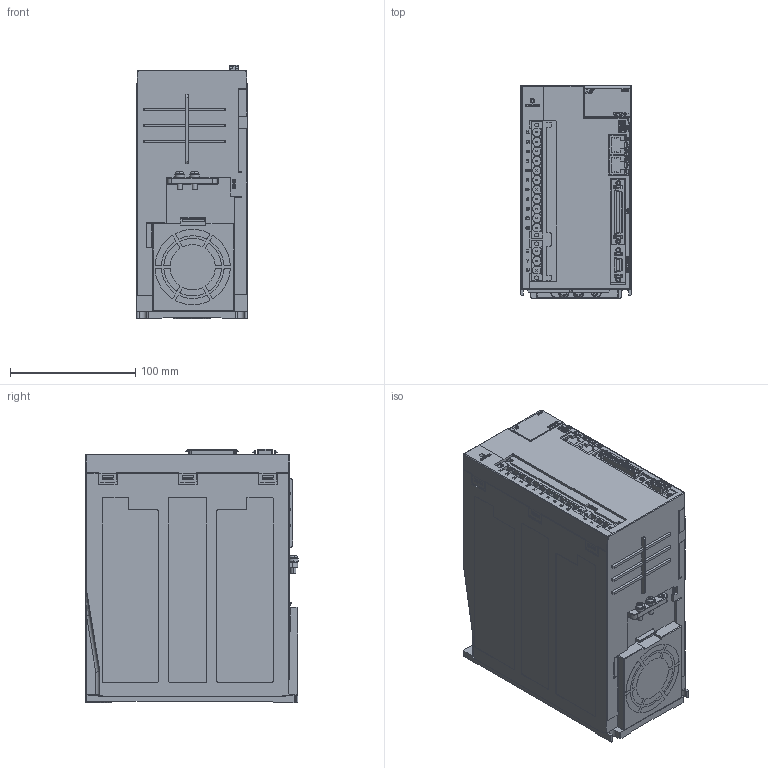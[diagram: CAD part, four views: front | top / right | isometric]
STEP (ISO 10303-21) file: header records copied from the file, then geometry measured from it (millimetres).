
FILE_DESCRIPTION (( 'STEP AP214' ), '1' );
FILE_NAME ('L7PA020U-AD cmb1 ext1 b n1 w LP7B BACK 1cc NEW1CcVcb fxt.STEP', '2022-06-29T18:03:47', ( '' ), ( '' ), 'SwSTEP 2.0', 'SolidWorks 2021', '' );
FILE_SCHEMA (( 'AUTOMOTIVE_DESIGN' ));
Products named in the file (1): L7PA020U-AD cmb1 ext1 b n1 w LP7B BACK 1cc NEW1CcVcb fxt
Bounding box: 88 x 169.4 x 201.74 mm (x, y, z)
Volume: 2771292.5 mm3; surface area: 188115.2 mm2
Topology: 1 solids, 3 shells, 3345 faces, 9313 edges, 6135 vertices
Faces by surface type: plane 2197, bspline 606, cylinder 478, torus 27, cone 25, sphere 12
Entity records: 150203 total; most frequent: CARTESIAN_POINT 67806, ORIENTED_EDGE 18612, DIRECTION 14464, EDGE_CURVE 9306, LINE 6938, VECTOR 6938, VERTEX_POINT 6135, AXIS2_PLACEMENT_3D 3763
